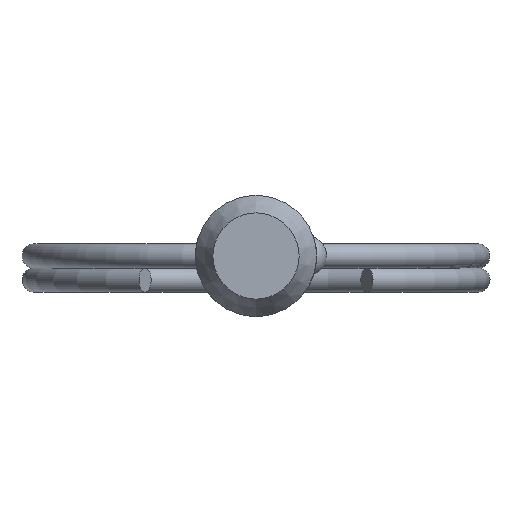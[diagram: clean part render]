
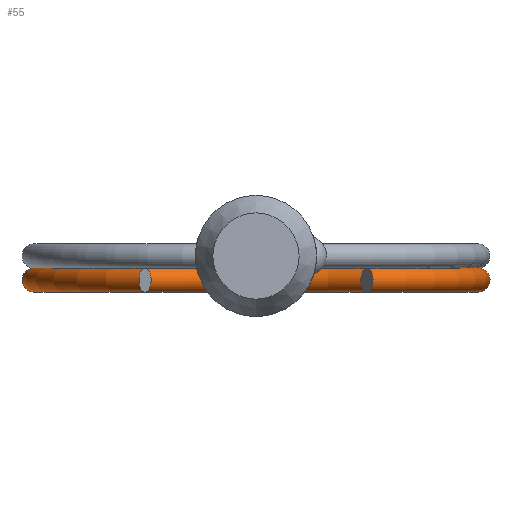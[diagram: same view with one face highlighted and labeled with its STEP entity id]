
A CAD part, front view. The second image highlights one B-rep face of the part: STEP entity #55.
In plain terms, the highlighted toroidal (fillet/blend) face has major radius 10.98 mm and minor radius 0.6 mm.
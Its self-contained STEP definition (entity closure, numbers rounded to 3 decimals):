
#55 = ADVANCED_FACE( '', ( #114, #115 ), #116, .T. );
#114 = FACE_BOUND( '', #174, .T. );
#115 = FACE_OUTER_BOUND( '', #175, .T. );
#116 = TOROIDAL_SURFACE( '', #176, 10.98, 0.6 );
#174 = VERTEX_LOOP( '', #251 );
#175 = EDGE_LOOP( '', ( #252, #253, #254, #255 ) );
#176 = AXIS2_PLACEMENT_3D( '', #256, #257, #258 );
#251 = VERTEX_POINT( '', #307 );
#252 = ORIENTED_EDGE( '', *, *, #299, .F. );
#253 = ORIENTED_EDGE( '', *, *, #288, .T. );
#254 = ORIENTED_EDGE( '', *, *, #291, .T. );
#255 = ORIENTED_EDGE( '', *, *, #286, .T. );
#256 = CARTESIAN_POINT( '', ( 0., 58.5, -1.19 ) );
#257 = DIRECTION( '', ( 0., 0., -1. ) );
#258 = DIRECTION( '', ( -1., 0., 0. ) );
#286 = EDGE_CURVE( '', #320, #321, #322, .T. );
#288 = EDGE_CURVE( '', #325, #323, #326, .T. );
#291 = EDGE_CURVE( '', #323, #320, #329, .T. );
#299 = EDGE_CURVE( '', #325, #321, #339, .T. );
#307 = CARTESIAN_POINT( '', ( -11.58, 58.5, -1.19 ) );
#320 = VERTEX_POINT( '', #470 );
#321 = VERTEX_POINT( '', #471 );
#322 = CIRCLE( '', #472, 11.057 );
#323 = VERTEX_POINT( '', #473 );
#325 = VERTEX_POINT( '', #475 );
#326 = CIRCLE( '', #476, 10.903 );
#329 = CIRCLE( '', #479, 0.6 );
#339 = CIRCLE( '', #489, 0.6 );
#470 = CARTESIAN_POINT( '', ( -5.529, 48.924, -0.595 ) );
#471 = CARTESIAN_POINT( '', ( 5.529, 48.924, -0.595 ) );
#472 = AXIS2_PLACEMENT_3D( '', #538, #539, #540 );
#473 = CARTESIAN_POINT( '', ( -5.451, 49.058, -0.595 ) );
#475 = CARTESIAN_POINT( '', ( 5.451, 49.058, -0.595 ) );
#476 = AXIS2_PLACEMENT_3D( '', #544, #545, #546 );
#479 = AXIS2_PLACEMENT_3D( '', #550, #551, #552 );
#489 = AXIS2_PLACEMENT_3D( '', #562, #563, #564 );
#538 = CARTESIAN_POINT( '', ( 0., 58.5, -0.595 ) );
#539 = DIRECTION( '', ( 0., 0., -1. ) );
#540 = DIRECTION( '', ( -1., 0., 0. ) );
#544 = CARTESIAN_POINT( '', ( 0., 58.5, -0.595 ) );
#545 = DIRECTION( '', ( 0., 0., 1. ) );
#546 = DIRECTION( '', ( 1., 0., 0. ) );
#550 = CARTESIAN_POINT( '', ( -5.49, 48.991, -1.19 ) );
#551 = DIRECTION( '', ( -0.866, 0.5, 0. ) );
#552 = DIRECTION( '', ( 0., 0., -1. ) );
#562 = CARTESIAN_POINT( '', ( 5.49, 48.991, -1.19 ) );
#563 = DIRECTION( '', ( -0.866, -0.5, 0. ) );
#564 = DIRECTION( '', ( 0., 0., -1. ) );
